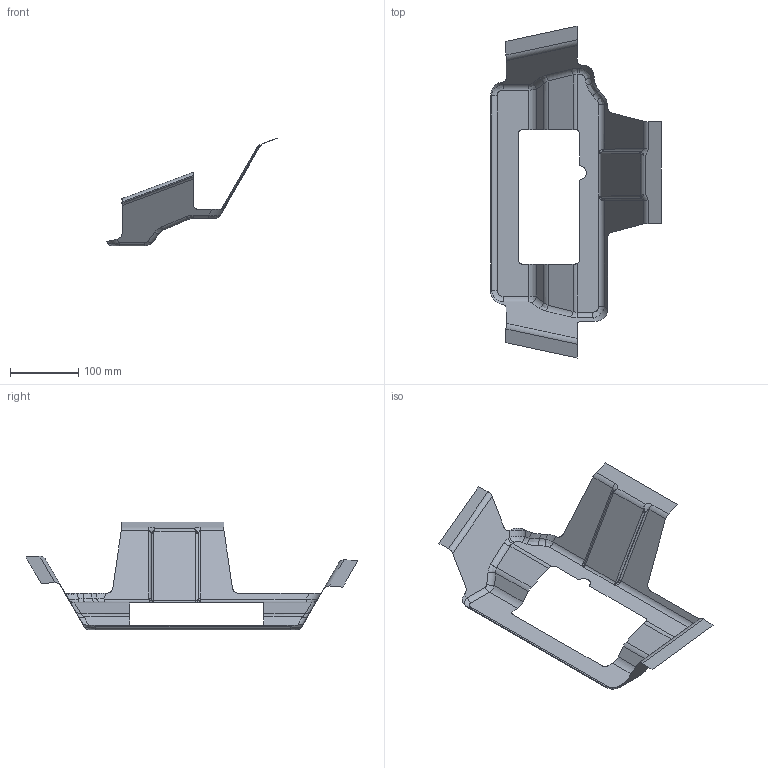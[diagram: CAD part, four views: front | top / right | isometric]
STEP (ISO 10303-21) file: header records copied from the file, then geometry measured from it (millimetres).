
FILE_DESCRIPTION(('CATIA V5 STEP Exchange'),'2;1');
FILE_NAME('Ford_Hood_Brkt_001.stp','2015-05-05T17:39:26+00:00',('none'),('none'),'Version 5-6 Release 2012','CATIA V5 STEP AP203','none');
FILE_SCHEMA(('CONFIG_CONTROL_DESIGN'));
Length unit declared in the file: millimetre
Products named in the file (1): Ford_Hood_Brkt_001
Bounding box: 250.27 x 487.14 x 158.33 mm (x, y, z)
Surface area: 89714.3 mm2 (no closed solid volume)
Topology: 0 solids, 1 shells, 83 faces, 239 edges, 154 vertices
Faces by surface type: cylinder 35, bspline 30, plane 16, extrusion 2
Entity records: 4383 total; most frequent: CARTESIAN_POINT 2674, ORIENTED_EDGE 404, EDGE_CURVE 237, DIRECTION 173, B_SPLINE_CURVE_WITH_KNOTS 156, VERTEX_POINT 154, ADVANCED_FACE 83, EDGE_LOOP 83
